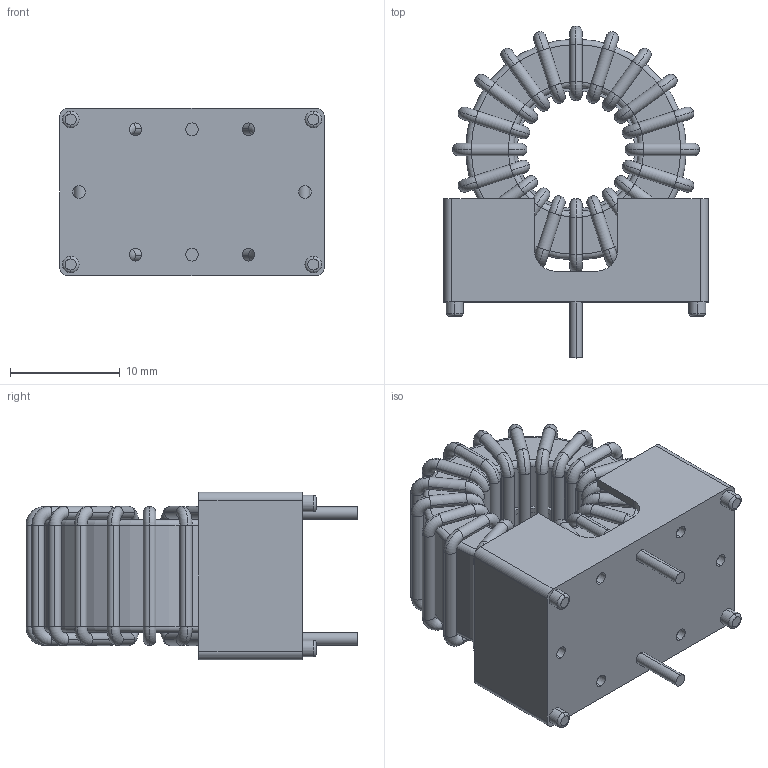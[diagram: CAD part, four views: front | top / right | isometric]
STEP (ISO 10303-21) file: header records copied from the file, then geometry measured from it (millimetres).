
FILE_DESCRIPTION (( 'STEP AP214' ), '1' );
FILE_NAME ('FIT80-6.STEP', '2014-01-16T03:17:47', ( '' ), ( '' ), 'SwSTEP 2.0', 'SolidWorks 2013', '' );
FILE_SCHEMA (( 'AUTOMOTIVE_DESIGN' ));
Length unit declared in the file: inch
Products named in the file (1): FIT80-6
Bounding box: 24.13 x 30.23 x 15.24 mm (x, y, z)
Volume: 3607.7 mm3; surface area: 5708 mm2
Topology: 1 solids, 1 shells, 624 faces, 1830 edges, 1204 vertices
Faces by surface type: cylinder 218, plane 181, torus 176, bspline 49
Entity records: 27954 total; most frequent: CARTESIAN_POINT 6756, DIRECTION 3874, ORIENTED_EDGE 3660, EDGE_CURVE 1830, AXIS2_PLACEMENT_3D 1566, VERTEX_POINT 1204, CIRCLE 990, LINE 742
